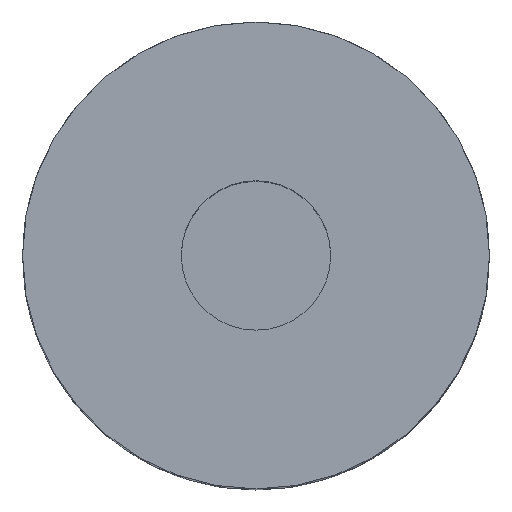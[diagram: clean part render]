
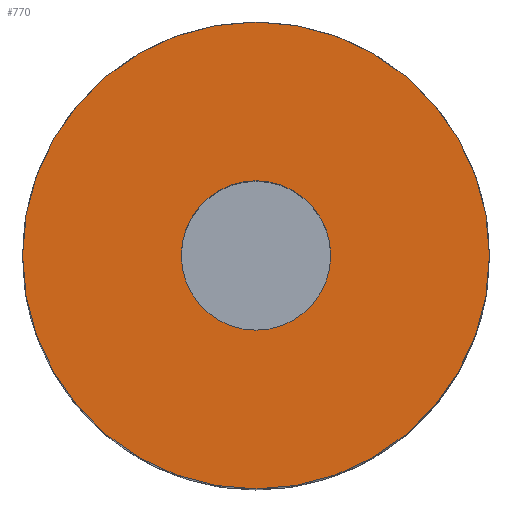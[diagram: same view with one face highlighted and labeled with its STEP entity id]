
A CAD part, top view. The second image highlights one B-rep face of the part: STEP entity #770.
In plain terms, the highlighted planar face has unit normal (0, 0, 1).
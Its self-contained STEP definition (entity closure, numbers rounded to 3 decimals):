
#36 = CARTESIAN_POINT ( 'NONE',  ( 0., 0., 65. ) ) ;
#51 = AXIS2_PLACEMENT_3D ( 'NONE', #364, #728, #930 ) ;
#58 = VERTEX_POINT ( 'NONE', #830 ) ;
#92 = CARTESIAN_POINT ( 'NONE',  ( 8., 0., 65. ) ) ;
#109 = CARTESIAN_POINT ( 'NONE',  ( -25., 0., 65. ) ) ;
#131 = CIRCLE ( 'NONE', #255, 25. ) ;
#151 = VERTEX_POINT ( 'NONE', #92 ) ;
#154 = DIRECTION ( 'NONE',  ( 0., 0., 1. ) ) ;
#218 = ORIENTED_EDGE ( 'NONE', *, *, #456, .T. ) ;
#255 = AXIS2_PLACEMENT_3D ( 'NONE', #36, #329, #333 ) ;
#258 = CARTESIAN_POINT ( 'NONE',  ( 0., 0., 65. ) ) ;
#286 = AXIS2_PLACEMENT_3D ( 'NONE', #878, #154, #864 ) ;
#309 = CARTESIAN_POINT ( 'NONE',  ( 25., 0., 65. ) ) ;
#319 = AXIS2_PLACEMENT_3D ( 'NONE', #258, #548, #675 ) ;
#329 = DIRECTION ( 'NONE',  ( 0., 0., 1. ) ) ;
#333 = DIRECTION ( 'NONE',  ( 1., 0., 0. ) ) ;
#364 = CARTESIAN_POINT ( 'NONE',  ( 0., 0., 65. ) ) ;
#456 = EDGE_CURVE ( 'NONE', #518, #58, #131, .T. ) ;
#467 = CIRCLE ( 'NONE', #319, 25. ) ;
#469 = EDGE_CURVE ( 'NONE', #58, #518, #467, .T. ) ;
#506 = CARTESIAN_POINT ( 'NONE',  ( -8., 0., 65. ) ) ;
#518 = VERTEX_POINT ( 'NONE', #109 ) ;
#526 = CIRCLE ( 'NONE', #286, 8. ) ;
#548 = DIRECTION ( 'NONE',  ( 0., 0., 1. ) ) ;
#588 = ORIENTED_EDGE ( 'NONE', *, *, #469, .T. ) ;
#592 = DIRECTION ( 'NONE',  ( -1., 0., 0. ) ) ;
#602 = PLANE ( 'NONE',  #898 ) ;
#651 = CIRCLE ( 'NONE', #51, 8. ) ;
#657 = FACE_OUTER_BOUND ( 'NONE', #905, .T. ) ;
#662 = EDGE_LOOP ( 'NONE', ( #858, #792 ) ) ;
#675 = DIRECTION ( 'NONE',  ( 1., 0., 0. ) ) ;
#700 = EDGE_CURVE ( 'NONE', #794, #151, #651, .T. ) ;
#725 = FACE_BOUND ( 'NONE', #662, .T. ) ;
#728 = DIRECTION ( 'NONE',  ( 0., 0., 1. ) ) ;
#735 = DIRECTION ( 'NONE',  ( 0., 0., -1. ) ) ;
#770 = ADVANCED_FACE ( 'NONE', ( #725, #657 ), #602, .F. ) ;
#792 = ORIENTED_EDGE ( 'NONE', *, *, #700, .F. ) ;
#794 = VERTEX_POINT ( 'NONE', #506 ) ;
#830 = CARTESIAN_POINT ( 'NONE',  ( 25., 0., 65. ) ) ;
#832 = EDGE_CURVE ( 'NONE', #151, #794, #526, .T. ) ;
#858 = ORIENTED_EDGE ( 'NONE', *, *, #832, .F. ) ;
#864 = DIRECTION ( 'NONE',  ( 1., 0., 0. ) ) ;
#878 = CARTESIAN_POINT ( 'NONE',  ( 0., 0., 65. ) ) ;
#898 = AXIS2_PLACEMENT_3D ( 'NONE', #309, #735, #592 ) ;
#905 = EDGE_LOOP ( 'NONE', ( #588, #218 ) ) ;
#930 = DIRECTION ( 'NONE',  ( 1., 0., 0. ) ) ;
